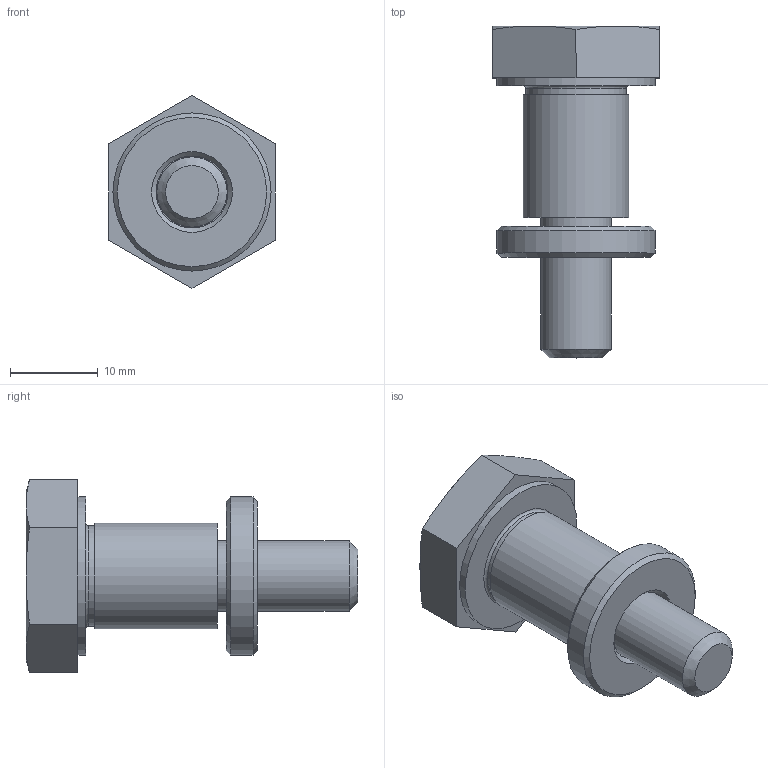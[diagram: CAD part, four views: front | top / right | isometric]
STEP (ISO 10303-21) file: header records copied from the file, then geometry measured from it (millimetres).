
FILE_DESCRIPTION((''),'2;1');
FILE_NAME('801204.ipt.stp','2010-09-05T11:33:16',(''),(''),'Autodesk Inventor 2010','Autodesk Inventor 2010','');
FILE_SCHEMA(('AUTOMOTIVE_DESIGN { 1 0 10303 214 1 1 1 1 }'));
Length unit declared in the file: millimetre
Products named in the file (1): 801204
Bounding box: 19 x 37.8 x 21.94 mm (x, y, z)
Volume: 5244.3 mm3; surface area: 2671.1 mm2
Topology: 2 solids, 2 shells, 32 faces, 60 edges, 36 vertices
Faces by surface type: plane 14, cone 11, cylinder 6, torus 1
Full cylindrical faces by diameter (mm): 8 x1, 8.2 x1, 11.4 x1, 12 x1, 18 x2
Entity records: 792 total; most frequent: CARTESIAN_POINT 141, DIRECTION 126, ORIENTED_EDGE 96, AXIS2_PLACEMENT_3D 57, EDGE_LOOP 50, EDGE_CURVE 48, VERTEX_POINT 36, STYLED_ITEM 34
